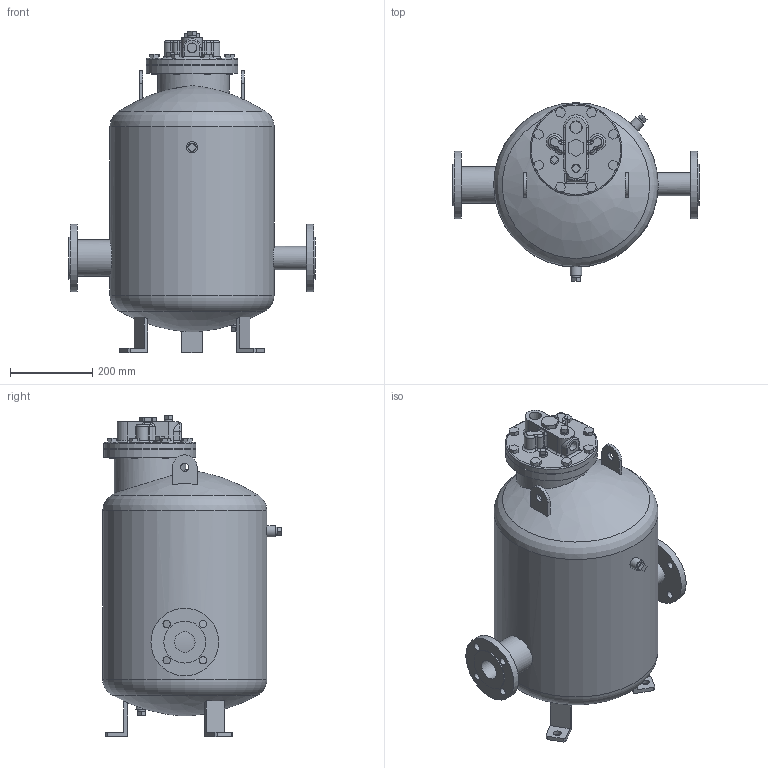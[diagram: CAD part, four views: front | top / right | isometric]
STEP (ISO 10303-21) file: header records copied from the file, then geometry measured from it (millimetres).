
FILE_DESCRIPTION((''),'2;1');
FILE_NAME('gp10f-080-e0025-00.stp','2014-03-10T09:35:20',('nakaot'),(''),'Autodesk Inventor 2012','Autodesk Inventor 2012','');
FILE_SCHEMA(('AUTOMOTIVE_DESIGN { 1 0 10303 214 1 1 1 1 }'));
Length unit declared in the file: millimetre
Products named in the file (1): gp10f-080-e0025-00
Bounding box: 600 x 435 x 782 mm (x, y, z)
Volume: 68801781.2 mm3; surface area: 1315516.1 mm2
Topology: 4 solids, 4 shells, 321 faces, 752 edges, 472 vertices
Faces by surface type: plane 188, cylinder 98, torus 23, sphere 6, bspline 4, cone 2
Full cylindrical faces by diameter (mm): 14 x16, 18 x8, 19 x3, 20 x8, 23 x1, 28 x4, 29 x1, 50 x1, 57 x1, 65.458 x1, 89.9 x1, 102 x2, 165 x2, 174 x1, 224 x2, 400 x1
Entity records: 9287 total; most frequent: CARTESIAN_POINT 2132, DIRECTION 1490, ORIENTED_EDGE 1340, EDGE_CURVE 670, AXIS2_PLACEMENT_3D 546, EDGE_LOOP 461, VERTEX_POINT 453, VECTOR 398
